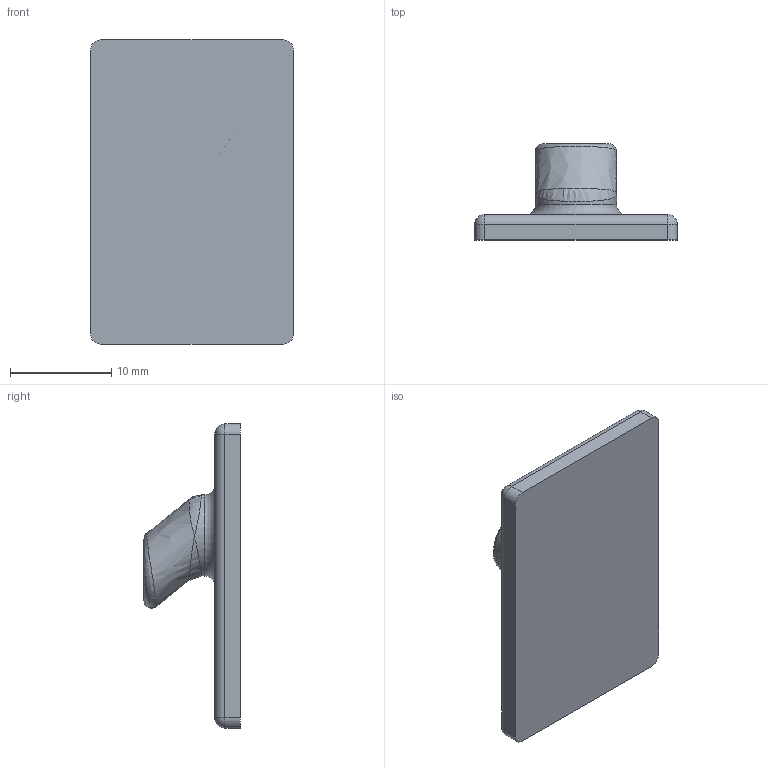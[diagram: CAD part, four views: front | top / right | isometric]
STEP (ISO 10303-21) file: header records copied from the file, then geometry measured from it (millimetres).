
FILE_DESCRIPTION(/* description */ (''),/* implementation_level */ '2;1');
FILE_NAME(/* name */ 'Clock hanger.step',/* time_stamp */ '2017-03-03T12:16:45+01:00',/* author */ ('Rubén'),/* organization */ (''),/* preprocessor_version */ 'ST-DEVELOPER v15.2',/* originating_system */ 'Autodesk Inventor 2014',/* authorisation */ '');
FILE_SCHEMA (('AUTOMOTIVE_DESIGN { 1 0 10303 214 3 1 1 }'));
Length unit declared in the file: millimetre
Products named in the file (1): Clock hanger
Bounding box: 20 x 9.5 x 30 mm (x, y, z)
Volume: 1757.3 mm3; surface area: 1570.4 mm2
Topology: 1 solids, 1 shells, 25 faces, 53 edges, 27 vertices
Faces by surface type: cylinder 9, plane 7, bspline 4, sphere 4, torus 1
Full cylindrical faces by diameter (mm): 8 x1
Entity records: 983 total; most frequent: CARTESIAN_POINT 475, DIRECTION 102, ORIENTED_EDGE 94, EDGE_CURVE 47, AXIS2_PLACEMENT_3D 41, EDGE_LOOP 28, VERTEX_POINT 27, FACE_OUTER_BOUND 25
